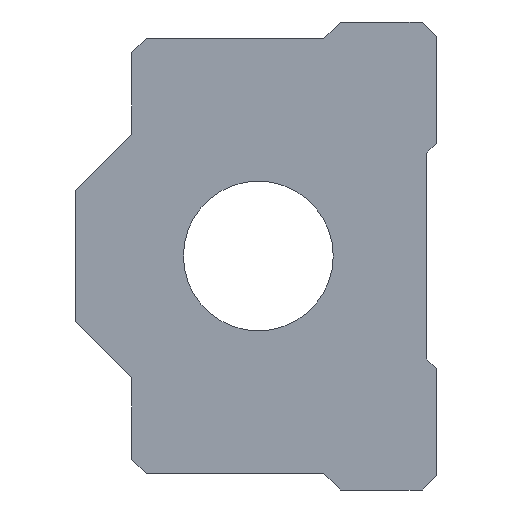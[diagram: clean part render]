
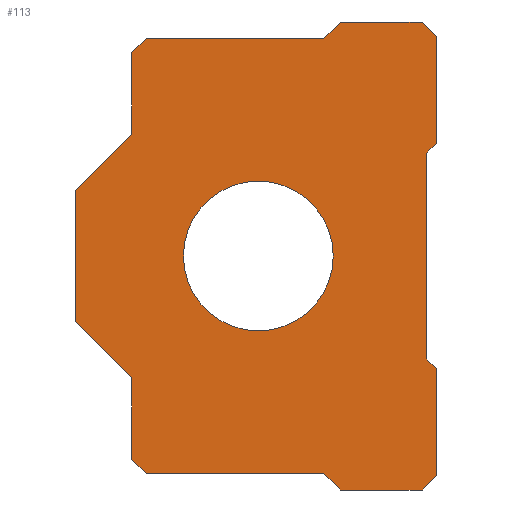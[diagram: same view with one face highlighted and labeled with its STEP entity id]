
A CAD part, left-side view. The second image highlights one B-rep face of the part: STEP entity #113.
In plain terms, the highlighted planar face has unit normal (-1, 0, 0).
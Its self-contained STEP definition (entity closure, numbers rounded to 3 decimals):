
#113 = ADVANCED_FACE( '', ( #217, #218 ), #219, .F. );
#217 = FACE_BOUND( '', #322, .T. );
#218 = FACE_OUTER_BOUND( '', #323, .T. );
#219 = PLANE( '', #324 );
#322 = EDGE_LOOP( '', ( #582 ) );
#323 = EDGE_LOOP( '', ( #583, #584, #585, #586, #587, #588, #589, #590, #591, #592, #593, #594, #595, #596, #597, #598, #599, #600, #601, #602 ) );
#324 = AXIS2_PLACEMENT_3D( '', #603, #604, #605 );
#582 = ORIENTED_EDGE( '', *, *, #627, .T. );
#583 = ORIENTED_EDGE( '', *, *, #630, .F. );
#584 = ORIENTED_EDGE( '', *, *, #684, .F. );
#585 = ORIENTED_EDGE( '', *, *, #681, .F. );
#586 = ORIENTED_EDGE( '', *, *, #678, .F. );
#587 = ORIENTED_EDGE( '', *, *, #675, .F. );
#588 = ORIENTED_EDGE( '', *, *, #672, .F. );
#589 = ORIENTED_EDGE( '', *, *, #616, .F. );
#590 = ORIENTED_EDGE( '', *, *, #670, .F. );
#591 = ORIENTED_EDGE( '', *, *, #667, .F. );
#592 = ORIENTED_EDGE( '', *, *, #664, .F. );
#593 = ORIENTED_EDGE( '', *, *, #661, .F. );
#594 = ORIENTED_EDGE( '', *, *, #657, .F. );
#595 = ORIENTED_EDGE( '', *, *, #686, .F. );
#596 = ORIENTED_EDGE( '', *, *, #654, .F. );
#597 = ORIENTED_EDGE( '', *, *, #612, .F. );
#598 = ORIENTED_EDGE( '', *, *, #652, .F. );
#599 = ORIENTED_EDGE( '', *, *, #649, .F. );
#600 = ORIENTED_EDGE( '', *, *, #646, .F. );
#601 = ORIENTED_EDGE( '', *, *, #622, .F. );
#602 = ORIENTED_EDGE( '', *, *, #644, .F. );
#603 = CARTESIAN_POINT( '', ( 0., 0., 0. ) );
#604 = DIRECTION( '', ( 1., 0., 0. ) );
#605 = DIRECTION( '', ( 0., 0., -1. ) );
#612 = EDGE_CURVE( '', #700, #701, #702, .T. );
#616 = EDGE_CURVE( '', #708, #709, #710, .T. );
#622 = EDGE_CURVE( '', #720, #721, #722, .T. );
#627 = EDGE_CURVE( '', #730, #730, #731, .T. );
#630 = EDGE_CURVE( '', #735, #737, #738, .T. );
#644 = EDGE_CURVE( '', #737, #720, #764, .T. );
#646 = EDGE_CURVE( '', #721, #766, #767, .T. );
#649 = EDGE_CURVE( '', #766, #771, #772, .T. );
#652 = EDGE_CURVE( '', #771, #700, #776, .T. );
#654 = EDGE_CURVE( '', #701, #778, #779, .T. );
#657 = EDGE_CURVE( '', #783, #784, #785, .T. );
#661 = EDGE_CURVE( '', #784, #791, #792, .T. );
#664 = EDGE_CURVE( '', #791, #796, #797, .T. );
#667 = EDGE_CURVE( '', #796, #801, #802, .T. );
#670 = EDGE_CURVE( '', #801, #708, #806, .T. );
#672 = EDGE_CURVE( '', #709, #808, #809, .T. );
#675 = EDGE_CURVE( '', #808, #813, #814, .T. );
#678 = EDGE_CURVE( '', #813, #818, #819, .T. );
#681 = EDGE_CURVE( '', #818, #823, #824, .T. );
#684 = EDGE_CURVE( '', #823, #735, #828, .T. );
#686 = EDGE_CURVE( '', #778, #783, #830, .T. );
#700 = VERTEX_POINT( '', #844 );
#701 = VERTEX_POINT( '', #845 );
#702 = LINE( '', #846, #847 );
#708 = VERTEX_POINT( '', #856 );
#709 = VERTEX_POINT( '', #857 );
#710 = LINE( '', #858, #859 );
#720 = VERTEX_POINT( '', #872 );
#721 = VERTEX_POINT( '', #873 );
#722 = LINE( '', #874, #875 );
#730 = VERTEX_POINT( '', #886 );
#731 = CIRCLE( '', #887, 8. );
#735 = VERTEX_POINT( '', #892 );
#737 = VERTEX_POINT( '', #895 );
#738 = LINE( '', #896, #897 );
#764 = LINE( '', #924, #925 );
#766 = VERTEX_POINT( '', #928 );
#767 = LINE( '', #929, #930 );
#771 = VERTEX_POINT( '', #936 );
#772 = LINE( '', #937, #938 );
#776 = LINE( '', #944, #945 );
#778 = VERTEX_POINT( '', #948 );
#779 = LINE( '', #949, #950 );
#783 = VERTEX_POINT( '', #956 );
#784 = VERTEX_POINT( '', #957 );
#785 = LINE( '', #958, #959 );
#791 = VERTEX_POINT( '', #968 );
#792 = LINE( '', #969, #970 );
#796 = VERTEX_POINT( '', #976 );
#797 = LINE( '', #977, #978 );
#801 = VERTEX_POINT( '', #984 );
#802 = LINE( '', #985, #986 );
#806 = LINE( '', #992, #993 );
#808 = VERTEX_POINT( '', #996 );
#809 = LINE( '', #997, #998 );
#813 = VERTEX_POINT( '', #1004 );
#814 = LINE( '', #1005, #1006 );
#818 = VERTEX_POINT( '', #1012 );
#819 = LINE( '', #1013, #1014 );
#823 = VERTEX_POINT( '', #1020 );
#824 = LINE( '', #1021, #1022 );
#828 = LINE( '', #1028, #1029 );
#830 = LINE( '', #1032, #1033 );
#844 = CARTESIAN_POINT( '', ( 0., 0., -12. ) );
#845 = CARTESIAN_POINT( '', ( 0., 0., -23.5 ) );
#846 = CARTESIAN_POINT( '', ( 0., 0., 25. ) );
#847 = VECTOR( '', #1054, 1000. );
#856 = CARTESIAN_POINT( '', ( 0., 38.5, -7. ) );
#857 = CARTESIAN_POINT( '', ( 0., 38.5, 7. ) );
#858 = CARTESIAN_POINT( '', ( 0., 38.5, -25. ) );
#859 = VECTOR( '', #1058, 1000. );
#872 = CARTESIAN_POINT( '', ( 0., 0., 23.5 ) );
#873 = CARTESIAN_POINT( '', ( 0., 0., 12. ) );
#874 = CARTESIAN_POINT( '', ( 0., 0., 25. ) );
#875 = VECTOR( '', #1068, 1000. );
#886 = CARTESIAN_POINT( '', ( 0., 19., -8. ) );
#887 = AXIS2_PLACEMENT_3D( '', #1075, #1076, #1077 );
#892 = CARTESIAN_POINT( '', ( 0., 10.25, 25. ) );
#895 = CARTESIAN_POINT( '', ( 0., 1.5, 25. ) );
#896 = CARTESIAN_POINT( '', ( 0., 38.5, 25. ) );
#897 = VECTOR( '', #1080, 1000. );
#924 = CARTESIAN_POINT( '', ( 0., 1.5, 25. ) );
#925 = VECTOR( '', #1118, 1000. );
#928 = CARTESIAN_POINT( '', ( 0., 1., 11. ) );
#929 = CARTESIAN_POINT( '', ( 0., 0., 12. ) );
#930 = VECTOR( '', #1120, 1000. );
#936 = CARTESIAN_POINT( '', ( 0., 1., -11. ) );
#937 = CARTESIAN_POINT( '', ( 0., 1., 11. ) );
#938 = VECTOR( '', #1123, 1000. );
#944 = CARTESIAN_POINT( '', ( 0., 1., -11. ) );
#945 = VECTOR( '', #1126, 1000. );
#948 = CARTESIAN_POINT( '', ( 0., 1.5, -25. ) );
#949 = CARTESIAN_POINT( '', ( 0., 0., -23.5 ) );
#950 = VECTOR( '', #1128, 1000. );
#956 = CARTESIAN_POINT( '', ( 0., 10.25, -25. ) );
#957 = CARTESIAN_POINT( '', ( 0., 12., -23.25 ) );
#958 = CARTESIAN_POINT( '', ( 0., 10.25, -25. ) );
#959 = VECTOR( '', #1131, 1000. );
#968 = CARTESIAN_POINT( '', ( 0., 31., -23.25 ) );
#969 = CARTESIAN_POINT( '', ( 0., 12., -23.25 ) );
#970 = VECTOR( '', #1135, 1000. );
#976 = CARTESIAN_POINT( '', ( 0., 32.5, -21.75 ) );
#977 = CARTESIAN_POINT( '', ( 0., 31., -23.25 ) );
#978 = VECTOR( '', #1138, 1000. );
#984 = CARTESIAN_POINT( '', ( 0., 32.5, -13. ) );
#985 = CARTESIAN_POINT( '', ( 0., 32.5, -21.75 ) );
#986 = VECTOR( '', #1141, 1000. );
#992 = CARTESIAN_POINT( '', ( 0., 32.5, -13. ) );
#993 = VECTOR( '', #1144, 1000. );
#996 = CARTESIAN_POINT( '', ( 0., 32.5, 13. ) );
#997 = CARTESIAN_POINT( '', ( 0., 38.5, 7. ) );
#998 = VECTOR( '', #1146, 1000. );
#1004 = CARTESIAN_POINT( '', ( 0., 32.5, 21.75 ) );
#1005 = CARTESIAN_POINT( '', ( 0., 32.5, 13. ) );
#1006 = VECTOR( '', #1149, 1000. );
#1012 = CARTESIAN_POINT( '', ( 0., 31., 23.25 ) );
#1013 = CARTESIAN_POINT( '', ( 0., 32.5, 21.75 ) );
#1014 = VECTOR( '', #1152, 1000. );
#1020 = CARTESIAN_POINT( '', ( 0., 12., 23.25 ) );
#1021 = CARTESIAN_POINT( '', ( 0., 31., 23.25 ) );
#1022 = VECTOR( '', #1155, 1000. );
#1028 = CARTESIAN_POINT( '', ( 0., 12., 23.25 ) );
#1029 = VECTOR( '', #1158, 1000. );
#1032 = CARTESIAN_POINT( '', ( 0., 0., -25. ) );
#1033 = VECTOR( '', #1160, 1000. );
#1054 = DIRECTION( '', ( 0., 0., -1. ) );
#1058 = DIRECTION( '', ( 0., 0., 1. ) );
#1068 = DIRECTION( '', ( 0., 0., -1. ) );
#1075 = CARTESIAN_POINT( '', ( 0., 19., 0. ) );
#1076 = DIRECTION( '', ( 1., 0., 0. ) );
#1077 = DIRECTION( '', ( 0., 0., -1. ) );
#1080 = DIRECTION( '', ( 0., -1., 0. ) );
#1118 = DIRECTION( '', ( 0., -0.707, -0.707 ) );
#1120 = DIRECTION( '', ( 0., 0.707, -0.707 ) );
#1123 = DIRECTION( '', ( 0., 0., -1. ) );
#1126 = DIRECTION( '', ( 0., -0.707, -0.707 ) );
#1128 = DIRECTION( '', ( 0., 0.707, -0.707 ) );
#1131 = DIRECTION( '', ( 0., 0.707, 0.707 ) );
#1135 = DIRECTION( '', ( 0., 1., 0. ) );
#1138 = DIRECTION( '', ( 0., 0.707, 0.707 ) );
#1141 = DIRECTION( '', ( 0., 0., 1. ) );
#1144 = DIRECTION( '', ( 0., 0.707, 0.707 ) );
#1146 = DIRECTION( '', ( 0., -0.707, 0.707 ) );
#1149 = DIRECTION( '', ( 0., 0., 1. ) );
#1152 = DIRECTION( '', ( 0., -0.707, 0.707 ) );
#1155 = DIRECTION( '', ( 0., -1., 0. ) );
#1158 = DIRECTION( '', ( 0., -0.707, 0.707 ) );
#1160 = DIRECTION( '', ( 0., 1., 0. ) );
